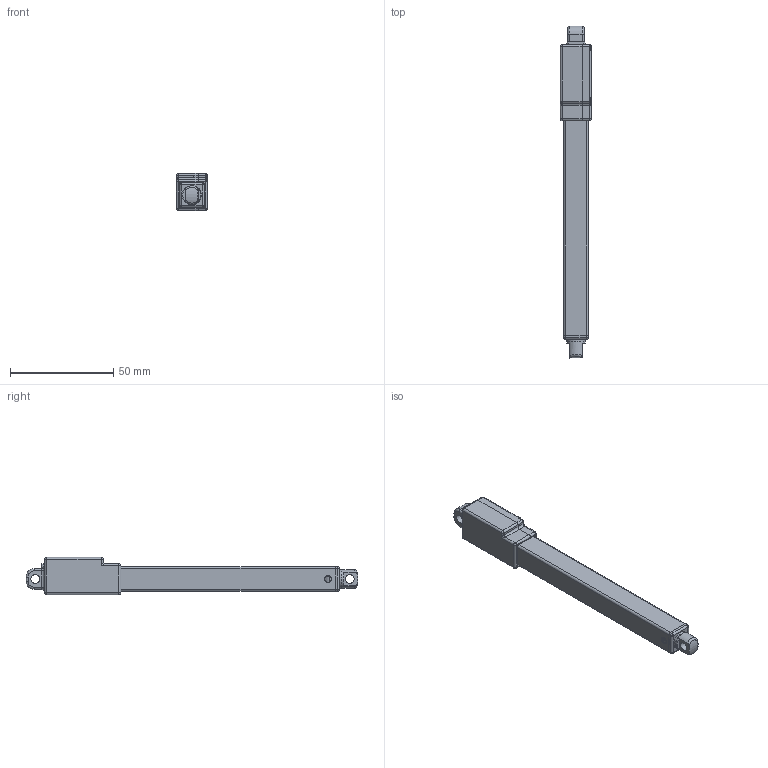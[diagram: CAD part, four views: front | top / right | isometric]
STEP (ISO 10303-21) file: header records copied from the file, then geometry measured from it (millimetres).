
FILE_DESCRIPTION(/* description */ (''),/* implementation_level */ '2;1');
FILE_NAME(/* name */ 'l12_100mm_in.step',/* time_stamp */ '2025-06-12T13:43:58-07:00',/* author */ (''),/* organization */ (''),/* preprocessor_version */ 'ST-DEVELOPER v20.1',/* originating_system */ 'Autodesk Translation Framework v14.10.0.0',/* authorisation */ '');
FILE_SCHEMA (('AUTOMOTIVE_DESIGN { 1 0 10303 214 3 1 1 }'));
Length unit declared in the file: millimetre
Products named in the file (10): L12_100MM_ASM; EXTENSION_10405_100MM; CLAMSHELL_BOT_10417; CLAMSHELL_TOP_10416; GUIDE_10429; NUT_10419; SHAFT_10410_100MM; PLUG_10428; GROMMET_3_HOLE; FASTENER_10427
Assembly tree (12 placements, depth 2):
  L12_100MM_ASM
    EXTENSION_10405_100MM
    CLAMSHELL_BOT_10417
    CLAMSHELL_TOP_10416
    FASTENER_10427  x4
    GUIDE_10429
    NUT_10419
    SHAFT_10410_100MM
    PLUG_10428
    GROMMET_3_HOLE
Bounding box: 15.1 x 160.98 x 18 mm (x, y, z)
Volume: 12316.6 mm3; surface area: 23335.3 mm2
Topology: 12 solids, 12 shells, 1030 faces, 2537 edges, 1565 vertices
Faces by surface type: plane 428, cylinder 347, torus 137, bspline 60, sphere 31, cone 27
Full cylindrical faces by diameter (mm): 1.2 x2, 1.25 x6, 1.4 x4, 1.5 x4, 2.4 x4, 3 x2, 3.25 x4, 4.25 x3, 4.5 x1, 5.2 x1, 5.5 x1, 7 x3, 8 x5, 8.95 x1, 9 x1
Entity records: 39929 total; most frequent: CARTESIAN_POINT 16740, DIRECTION 4881, ORIENTED_EDGE 4764, EDGE_CURVE 2382, AXIS2_PLACEMENT_3D 1785, VERTEX_POINT 1463, LINE 1311, VECTOR 1311
